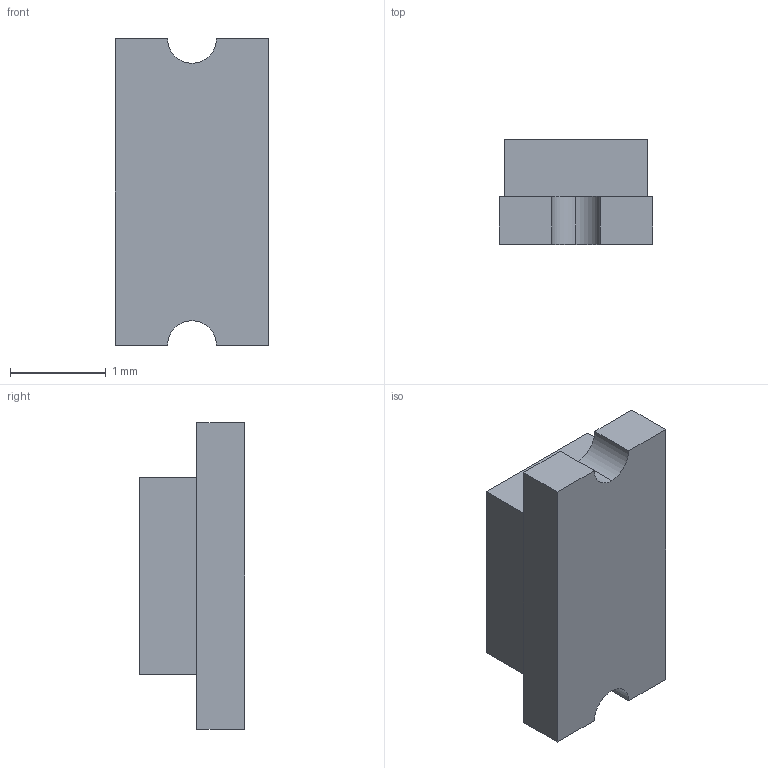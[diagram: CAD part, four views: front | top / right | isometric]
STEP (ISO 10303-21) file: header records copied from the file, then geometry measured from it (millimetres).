
FILE_DESCRIPTION (( 'STEP AP214' ), '1' );
FILE_NAME ('LED-1206-Yellow.STEP', '2015-03-20T23:39:01', ( '' ), ( '' ), 'SwSTEP 2.0', 'SolidWorks 2014', '' );
FILE_SCHEMA (( 'AUTOMOTIVE_DESIGN' ));
Length unit declared in the file: inch
Products named in the file (1): LED-1206-Yellow
Bounding box: 1.6 x 1.1 x 3.2 mm (x, y, z)
Volume: 4.3 mm3; surface area: 19.2 mm2
Topology: 1 solids, 1 shells, 16 faces, 39 edges, 26 vertices
Faces by surface type: plane 13, cylinder 3
Entity records: 717 total; most frequent: CARTESIAN_POINT 82, DIRECTION 79, ORIENTED_EDGE 78, EDGE_CURVE 39, VECTOR 33, LINE 33, VERTEX_POINT 26, AXIS2_PLACEMENT_3D 23
